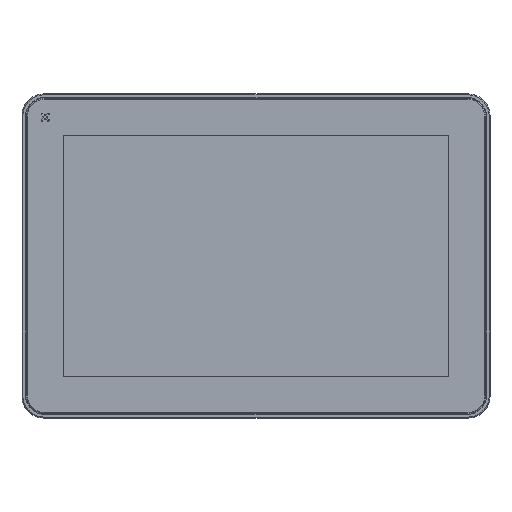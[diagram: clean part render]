
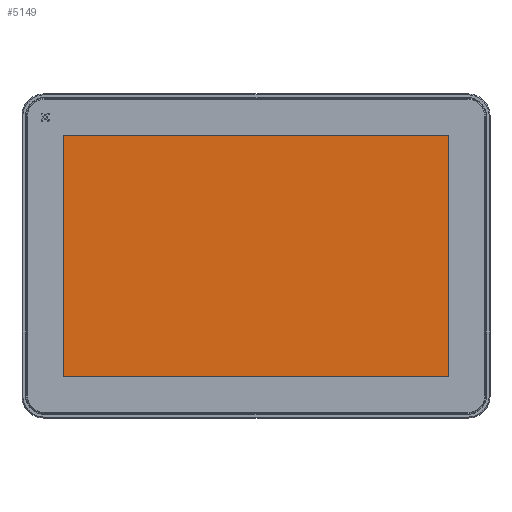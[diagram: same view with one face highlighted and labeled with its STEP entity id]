
A CAD part, top view. The second image highlights one B-rep face of the part: STEP entity #5149.
In plain terms, the highlighted planar face has unit normal (0, 0, 1).
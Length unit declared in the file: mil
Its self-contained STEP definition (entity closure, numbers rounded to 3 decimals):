
#134 = CARTESIAN_POINT ( 'NONE',  ( -4290.945, -2688.976, 1819.824 ) ) ;
#2608 = DIRECTION ( 'NONE',  ( 0., -1., 0. ) ) ;
#3015 = DIRECTION ( 'NONE',  ( -1., 0., 0. ) ) ;
#4412 = ORIENTED_EDGE ( 'NONE', *, *, #6666, .T. ) ;
#4781 = CARTESIAN_POINT ( 'NONE',  ( 4290.945, -2688.976, 1819.824 ) ) ;
#4993 = VERTEX_POINT ( 'NONE', #134 ) ;
#5149 = ADVANCED_FACE ( 'NONE', ( #27737 ), #27267, .T. ) ;
#6666 = EDGE_CURVE ( 'NONE', #16964, #6910, #30205, .T. ) ;
#6910 = VERTEX_POINT ( 'NONE', #30986 ) ;
#6937 = CARTESIAN_POINT ( 'NONE',  ( -4290.945, 2688.976, 1819.824 ) ) ;
#8047 = VECTOR ( 'NONE', #27787, 39370.079 ) ;
#9086 = VERTEX_POINT ( 'NONE', #6937 ) ;
#9709 = CARTESIAN_POINT ( 'NONE',  ( -4290.945, -2688.976, 1819.824 ) ) ;
#10140 = DIRECTION ( 'NONE',  ( 1., 0., 0. ) ) ;
#10507 = EDGE_CURVE ( 'NONE', #6910, #9086, #27566, .T. ) ;
#15124 = DIRECTION ( 'NONE',  ( 1., 0., 0. ) ) ;
#15300 = CARTESIAN_POINT ( 'NONE',  ( 4290.945, 2688.976, 1819.824 ) ) ;
#15313 = CARTESIAN_POINT ( 'NONE',  ( 0., 0., 1819.824 ) ) ;
#16305 = ORIENTED_EDGE ( 'NONE', *, *, #27034, .T. ) ;
#16964 = VERTEX_POINT ( 'NONE', #17798 ) ;
#17798 = CARTESIAN_POINT ( 'NONE',  ( 4290.945, -2688.976, 1819.824 ) ) ;
#17949 = CARTESIAN_POINT ( 'NONE',  ( 4290.945, -2688.976, 1819.824 ) ) ;
#20419 = AXIS2_PLACEMENT_3D ( 'NONE', #15313, #24849, #10140 ) ;
#20668 = EDGE_CURVE ( 'NONE', #4993, #16964, #26914, .T. ) ;
#20853 = VECTOR ( 'NONE', #15124, 39370.079 ) ;
#21822 = VECTOR ( 'NONE', #2608, 39370.079 ) ;
#22918 = VECTOR ( 'NONE', #3015, 39370.079 ) ;
#23095 = EDGE_LOOP ( 'NONE', ( #16305, #25528, #4412, #27638 ) ) ;
#24849 = DIRECTION ( 'NONE',  ( 0., 0., 1. ) ) ;
#25528 = ORIENTED_EDGE ( 'NONE', *, *, #20668, .T. ) ;
#26914 = LINE ( 'NONE', #4781, #20853 ) ;
#27034 = EDGE_CURVE ( 'NONE', #9086, #4993, #31843, .T. ) ;
#27267 = PLANE ( 'NONE',  #20419 ) ;
#27566 = LINE ( 'NONE', #15300, #22918 ) ;
#27638 = ORIENTED_EDGE ( 'NONE', *, *, #10507, .T. ) ;
#27737 = FACE_OUTER_BOUND ( 'NONE', #23095, .T. ) ;
#27787 = DIRECTION ( 'NONE',  ( 0., 1., 0. ) ) ;
#30205 = LINE ( 'NONE', #17949, #8047 ) ;
#30986 = CARTESIAN_POINT ( 'NONE',  ( 4290.945, 2688.976, 1819.824 ) ) ;
#31843 = LINE ( 'NONE', #9709, #21822 ) ;
